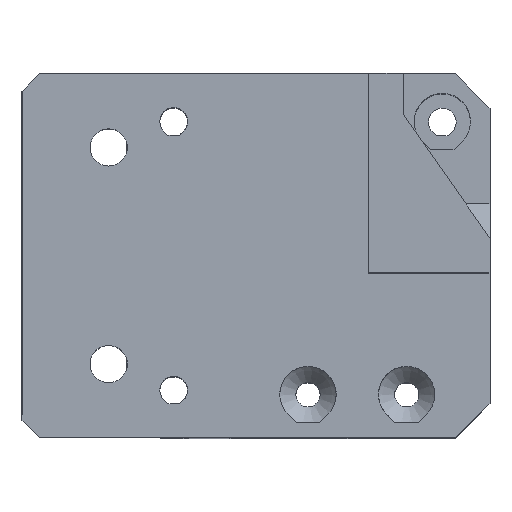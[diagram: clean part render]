
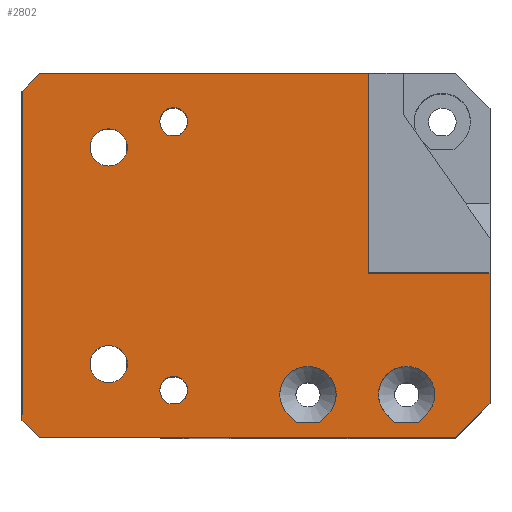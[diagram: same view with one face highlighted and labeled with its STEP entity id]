
A CAD part, top view. The second image highlights one B-rep face of the part: STEP entity #2802.
In plain terms, the highlighted planar face has unit normal (0, 0, 1).
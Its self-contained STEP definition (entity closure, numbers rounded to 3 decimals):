
#112=LINE('',#4101,#416);
#113=LINE('',#4106,#417);
#114=LINE('',#4108,#418);
#115=LINE('',#4109,#419);
#116=LINE('',#4114,#420);
#117=LINE('',#4116,#421);
#118=LINE('',#4117,#422);
#119=LINE('',#4120,#423);
#120=LINE('',#4124,#424);
#121=LINE('',#4125,#425);
#122=LINE('',#4128,#426);
#123=LINE('',#4132,#427);
#124=LINE('',#4137,#428);
#125=LINE('',#4140,#429);
#126=LINE('',#4142,#430);
#127=LINE('',#4144,#431);
#128=LINE('',#4146,#432);
#129=LINE('',#4148,#433);
#130=LINE('',#4150,#434);
#131=LINE('',#4152,#435);
#132=LINE('',#4154,#436);
#416=VECTOR('',#3275,1000.);
#417=VECTOR('',#3278,1000.);
#418=VECTOR('',#3279,1000.);
#419=VECTOR('',#3280,1000.);
#420=VECTOR('',#3283,1000.);
#421=VECTOR('',#3284,1000.);
#422=VECTOR('',#3285,1000.);
#423=VECTOR('',#3286,1000.);
#424=VECTOR('',#3289,1000.);
#425=VECTOR('',#3290,1000.);
#426=VECTOR('',#3291,1000.);
#427=VECTOR('',#3294,1000.);
#428=VECTOR('',#3299,1000.);
#429=VECTOR('',#3300,1000.);
#430=VECTOR('',#3301,1000.);
#431=VECTOR('',#3302,1000.);
#432=VECTOR('',#3303,1000.);
#433=VECTOR('',#3304,1000.);
#434=VECTOR('',#3305,1000.);
#435=VECTOR('',#3306,1000.);
#436=VECTOR('',#3307,1000.);
#731=ORIENTED_EDGE('',*,*,#1540,.T.);
#732=ORIENTED_EDGE('',*,*,#1541,.T.);
#733=ORIENTED_EDGE('',*,*,#1542,.F.);
#734=ORIENTED_EDGE('',*,*,#1543,.F.);
#735=ORIENTED_EDGE('',*,*,#1544,.F.);
#736=ORIENTED_EDGE('',*,*,#1545,.T.);
#737=ORIENTED_EDGE('',*,*,#1546,.F.);
#738=ORIENTED_EDGE('',*,*,#1547,.F.);
#739=ORIENTED_EDGE('',*,*,#1548,.T.);
#740=ORIENTED_EDGE('',*,*,#1549,.T.);
#741=ORIENTED_EDGE('',*,*,#1550,.F.);
#742=ORIENTED_EDGE('',*,*,#1551,.T.);
#743=ORIENTED_EDGE('',*,*,#1552,.T.);
#744=ORIENTED_EDGE('',*,*,#1553,.T.);
#745=ORIENTED_EDGE('',*,*,#1554,.F.);
#746=ORIENTED_EDGE('',*,*,#1555,.T.);
#747=ORIENTED_EDGE('',*,*,#1556,.T.);
#748=ORIENTED_EDGE('',*,*,#1557,.T.);
#749=ORIENTED_EDGE('',*,*,#1558,.F.);
#750=ORIENTED_EDGE('',*,*,#1559,.T.);
#751=ORIENTED_EDGE('',*,*,#1560,.T.);
#752=ORIENTED_EDGE('',*,*,#1561,.T.);
#753=ORIENTED_EDGE('',*,*,#1562,.T.);
#754=ORIENTED_EDGE('',*,*,#1563,.T.);
#755=ORIENTED_EDGE('',*,*,#1564,.T.);
#756=ORIENTED_EDGE('',*,*,#1565,.T.);
#757=ORIENTED_EDGE('',*,*,#1566,.F.);
#1540=EDGE_CURVE('',#1944,#1945,#112,.F.);
#1541=EDGE_CURVE('',#1945,#1946,#2190,.T.);
#1542=EDGE_CURVE('',#1947,#1946,#113,.T.);
#1543=EDGE_CURVE('',#1944,#1947,#114,.T.);
#1544=EDGE_CURVE('',#1948,#1949,#115,.T.);
#1545=EDGE_CURVE('',#1948,#1950,#2191,.T.);
#1546=EDGE_CURVE('',#1951,#1950,#116,.T.);
#1547=EDGE_CURVE('',#1949,#1951,#117,.T.);
#1548=EDGE_CURVE('',#1952,#1953,#118,.T.);
#1549=EDGE_CURVE('',#1953,#1954,#119,.T.);
#1550=EDGE_CURVE('',#1955,#1954,#2192,.F.);
#1551=EDGE_CURVE('',#1955,#1952,#120,.T.);
#1552=EDGE_CURVE('',#1956,#1957,#121,.T.);
#1553=EDGE_CURVE('',#1957,#1958,#122,.T.);
#1554=EDGE_CURVE('',#1959,#1958,#2193,.F.);
#1555=EDGE_CURVE('',#1959,#1956,#123,.T.);
#1556=EDGE_CURVE('',#1960,#1960,#2194,.T.);
#1557=EDGE_CURVE('',#1961,#1961,#2195,.T.);
#1558=EDGE_CURVE('',#1962,#1963,#124,.T.);
#1559=EDGE_CURVE('',#1962,#1964,#125,.T.);
#1560=EDGE_CURVE('',#1964,#1965,#126,.T.);
#1561=EDGE_CURVE('',#1965,#1966,#127,.T.);
#1562=EDGE_CURVE('',#1966,#1967,#128,.T.);
#1563=EDGE_CURVE('',#1967,#1968,#129,.T.);
#1564=EDGE_CURVE('',#1968,#1969,#130,.T.);
#1565=EDGE_CURVE('',#1969,#1970,#131,.T.);
#1566=EDGE_CURVE('',#1963,#1970,#132,.T.);
#1944=VERTEX_POINT('',#4102);
#1945=VERTEX_POINT('',#4103);
#1946=VERTEX_POINT('',#4105);
#1947=VERTEX_POINT('',#4107);
#1948=VERTEX_POINT('',#4110);
#1949=VERTEX_POINT('',#4111);
#1950=VERTEX_POINT('',#4113);
#1951=VERTEX_POINT('',#4115);
#1952=VERTEX_POINT('',#4118);
#1953=VERTEX_POINT('',#4119);
#1954=VERTEX_POINT('',#4121);
#1955=VERTEX_POINT('',#4123);
#1956=VERTEX_POINT('',#4126);
#1957=VERTEX_POINT('',#4127);
#1958=VERTEX_POINT('',#4129);
#1959=VERTEX_POINT('',#4131);
#1960=VERTEX_POINT('',#4134);
#1961=VERTEX_POINT('',#4136);
#1962=VERTEX_POINT('',#4138);
#1963=VERTEX_POINT('',#4139);
#1964=VERTEX_POINT('',#4141);
#1965=VERTEX_POINT('',#4143);
#1966=VERTEX_POINT('',#4145);
#1967=VERTEX_POINT('',#4147);
#1968=VERTEX_POINT('',#4149);
#1969=VERTEX_POINT('',#4151);
#1970=VERTEX_POINT('',#4153);
#2190=CIRCLE('',#2976,3.25);
#2191=CIRCLE('',#2977,3.25);
#2192=CIRCLE('',#2978,1.6);
#2193=CIRCLE('',#2979,1.6);
#2194=CIRCLE('',#2980,2.15);
#2195=CIRCLE('',#2981,2.15);
#2272=EDGE_LOOP('',(#731,#732,#733,#734));
#2273=EDGE_LOOP('',(#735,#736,#737,#738));
#2274=EDGE_LOOP('',(#739,#740,#741,#742));
#2275=EDGE_LOOP('',(#743,#744,#745,#746));
#2276=EDGE_LOOP('',(#747));
#2277=EDGE_LOOP('',(#748));
#2278=EDGE_LOOP('',(#749,#750,#751,#752,#753,#754,#755,#756,#757));
#2487=FACE_BOUND('',#2272,.T.);
#2488=FACE_BOUND('',#2273,.T.);
#2489=FACE_BOUND('',#2274,.T.);
#2490=FACE_BOUND('',#2275,.T.);
#2491=FACE_BOUND('',#2276,.T.);
#2492=FACE_BOUND('',#2277,.T.);
#2493=FACE_BOUND('',#2278,.T.);
#2692=PLANE('',#2975);
#2802=ADVANCED_FACE('',(#2487,#2488,#2489,#2490,#2491,#2492,#2493),#2692,
 .F.);
#2975=AXIS2_PLACEMENT_3D('',#4100,#3273,#3274);
#2976=AXIS2_PLACEMENT_3D('',#4104,#3276,#3277);
#2977=AXIS2_PLACEMENT_3D('',#4112,#3281,#3282);
#2978=AXIS2_PLACEMENT_3D('',#4122,#3287,#3288);
#2979=AXIS2_PLACEMENT_3D('',#4130,#3292,#3293);
#2980=AXIS2_PLACEMENT_3D('',#4133,#3295,#3296);
#2981=AXIS2_PLACEMENT_3D('',#4135,#3297,#3298);
#3273=DIRECTION('',(0.,0.,-1.));
#3274=DIRECTION('',(0.,1.,0.));
#3275=DIRECTION('',(0.707,-0.707,0.));
#3276=DIRECTION('',(0.,0.,-1.));
#3277=DIRECTION('',(-1.,0.,0.));
#3278=DIRECTION('',(0.707,0.707,0.));
#3279=DIRECTION('',(1.,0.,0.));
#3280=DIRECTION('',(0.707,-0.707,0.));
#3281=DIRECTION('',(0.,0.,-1.));
#3282=DIRECTION('',(-1.,0.,0.));
#3283=DIRECTION('',(0.707,0.707,0.));
#3284=DIRECTION('',(1.,0.,0.));
#3285=DIRECTION('',(-1.,0.,0.));
#3286=DIRECTION('',(-0.707,0.707,0.));
#3287=DIRECTION('',(0.,0.,-1.));
#3288=DIRECTION('',(-1.,0.,0.));
#3289=DIRECTION('',(-0.707,-0.707,0.));
#3290=DIRECTION('',(-1.,0.,0.));
#3291=DIRECTION('',(-0.707,0.707,0.));
#3292=DIRECTION('',(0.,0.,-1.));
#3293=DIRECTION('',(-1.,0.,0.));
#3294=DIRECTION('',(-0.707,-0.707,0.));
#3295=DIRECTION('',(0.,0.,-1.));
#3296=DIRECTION('',(-1.,0.,0.));
#3297=DIRECTION('',(0.,0.,-1.));
#3298=DIRECTION('',(-1.,0.,0.));
#3299=DIRECTION('',(0.,-1.,0.));
#3300=DIRECTION('',(-1.,0.,0.));
#3301=DIRECTION('',(-0.707,-0.707,0.));
#3302=DIRECTION('',(0.,-1.,0.));
#3303=DIRECTION('',(0.707,-0.707,0.));
#3304=DIRECTION('',(1.,0.,0.));
#3305=DIRECTION('',(0.707,0.707,0.));
#3306=DIRECTION('',(0.,1.,0.));
#3307=DIRECTION('',(1.,0.,0.));
#4100=CARTESIAN_POINT('',(3.899,-225.001,-235.));
#4101=CARTESIAN_POINT('',(203.152,-25.748,-235.));
#4102=CARTESIAN_POINT('',(21.654,155.75,-235.));
#4103=CARTESIAN_POINT('',(20.702,156.702,-235.));
#4104=CARTESIAN_POINT('',(23.,159.,-235.));
#4105=CARTESIAN_POINT('',(25.298,156.702,-235.));
#4106=CARTESIAN_POINT('',(-176.253,-44.849,-235.));
#4107=CARTESIAN_POINT('',(24.346,155.75,-235.));
#4108=CARTESIAN_POINT('',(3.899,155.75,-235.));
#4109=CARTESIAN_POINT('',(208.842,-20.058,-235.));
#4110=CARTESIAN_POINT('',(32.082,156.702,-235.));
#4111=CARTESIAN_POINT('',(33.034,155.75,-235.));
#4112=CARTESIAN_POINT('',(34.38,159.,-235.));
#4113=CARTESIAN_POINT('',(36.678,156.702,-235.));
#4114=CARTESIAN_POINT('',(-170.563,-50.539,-235.));
#4115=CARTESIAN_POINT('',(35.726,155.75,-235.));
#4116=CARTESIAN_POINT('',(3.899,155.75,-235.));
#4117=CARTESIAN_POINT('',(3.899,157.9,-235.));
#4118=CARTESIAN_POINT('',(8.163,157.9,-235.));
#4119=CARTESIAN_POINT('',(6.837,157.9,-235.));
#4120=CARTESIAN_POINT('',(196.819,-32.081,-235.));
#4121=CARTESIAN_POINT('',(6.369,158.369,-235.));
#4122=CARTESIAN_POINT('',(7.5,159.5,-235.));
#4123=CARTESIAN_POINT('',(8.631,158.369,-235.));
#4124=CARTESIAN_POINT('',(-185.42,-35.682,-235.));
#4125=CARTESIAN_POINT('',(3.899,188.9,-235.));
#4126=CARTESIAN_POINT('',(8.163,188.9,-235.));
#4127=CARTESIAN_POINT('',(6.837,188.9,-235.));
#4128=CARTESIAN_POINT('',(212.319,-16.581,-235.));
#4129=CARTESIAN_POINT('',(6.369,189.369,-235.));
#4130=CARTESIAN_POINT('',(7.5,190.5,-235.));
#4131=CARTESIAN_POINT('',(8.631,189.369,-235.));
#4132=CARTESIAN_POINT('',(-200.92,-20.182,-235.));
#4133=CARTESIAN_POINT('',(0.,187.5,-235.));
#4134=CARTESIAN_POINT('',(-2.15,187.5,-235.));
#4135=CARTESIAN_POINT('',(0.,162.5,-235.));
#4136=CARTESIAN_POINT('',(-2.15,162.5,-235.));
#4137=CARTESIAN_POINT('',(30.,196.,-235.));
#4138=CARTESIAN_POINT('',(30.,196.,-235.));
#4139=CARTESIAN_POINT('',(30.,173.,-235.));
#4140=CARTESIAN_POINT('',(6.,196.,-235.));
#4141=CARTESIAN_POINT('',(-8.,196.,-235.));
#4142=CARTESIAN_POINT('',(-10.,194.,-235.));
#4143=CARTESIAN_POINT('',(-10.,194.,-235.));
#4144=CARTESIAN_POINT('',(-10.,154.,-235.));
#4145=CARTESIAN_POINT('',(-10.,156.,-235.));
#4146=CARTESIAN_POINT('',(-8.,154.,-235.));
#4147=CARTESIAN_POINT('',(-8.,154.,-235.));
#4148=CARTESIAN_POINT('',(40.,154.,-235.));
#4149=CARTESIAN_POINT('',(40.,154.,-235.));
#4150=CARTESIAN_POINT('',(44.,158.,-235.));
#4151=CARTESIAN_POINT('',(44.,158.,-235.));
#4152=CARTESIAN_POINT('',(44.,192.,-235.));
#4153=CARTESIAN_POINT('',(44.,173.,-235.));
#4154=CARTESIAN_POINT('',(30.,173.,-235.));
